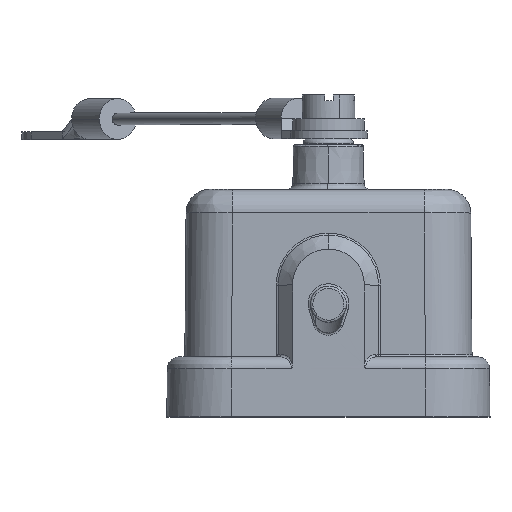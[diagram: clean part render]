
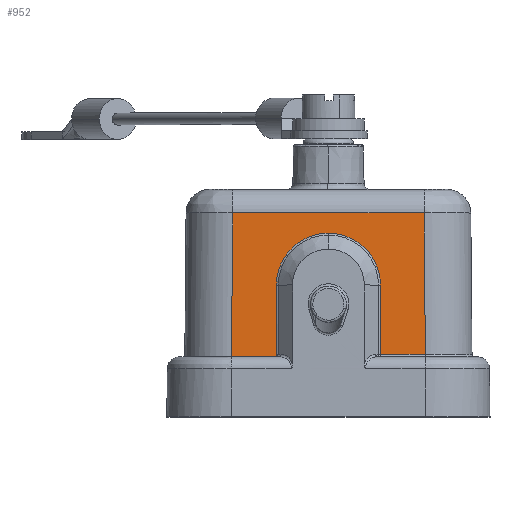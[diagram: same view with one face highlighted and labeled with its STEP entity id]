
A CAD part, top view. The second image highlights one B-rep face of the part: STEP entity #952.
In plain terms, the highlighted planar face has unit normal (0, 0.009, 1).
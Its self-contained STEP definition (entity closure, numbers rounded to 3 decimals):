
#204=PLANE('',#3688);
#451=LINE('',#7947,#660);
#452=LINE('',#7951,#661);
#454=LINE('',#7965,#663);
#460=LINE('',#8091,#669);
#464=LINE('',#8110,#673);
#465=LINE('',#8124,#674);
#660=VECTOR('',#4163,1.);
#661=VECTOR('',#4168,1.);
#663=VECTOR('',#4174,1.);
#669=VECTOR('',#4204,1.);
#673=VECTOR('',#4216,1.);
#674=VECTOR('',#4219,1.);
#802=(
BOUNDED_CURVE()
B_SPLINE_CURVE(3,(#7960,#7961,#7962,#7963),.UNSPECIFIED.,.F.,.F.)
B_SPLINE_CURVE_WITH_KNOTS((4,4),(0.,1.),.UNSPECIFIED.)
CURVE()
GEOMETRIC_REPRESENTATION_ITEM()
RATIONAL_B_SPLINE_CURVE((1.,0.959,0.959,1.))
REPRESENTATION_ITEM('')
);
#952=ADVANCED_FACE('',(#1168),#204,.T.);
#1168=FACE_OUTER_BOUND('',#1380,.T.);
#1380=EDGE_LOOP('',(#2244,#2245,#2246,#2247,#2248,#2249,#2250,#2251,#2252));
#2244=ORIENTED_EDGE('',*,*,#3223,.T.);
#2245=ORIENTED_EDGE('',*,*,#3224,.T.);
#2246=ORIENTED_EDGE('',*,*,#3216,.T.);
#2247=ORIENTED_EDGE('',*,*,#3218,.T.);
#2248=ORIENTED_EDGE('',*,*,#3220,.T.);
#2249=ORIENTED_EDGE('',*,*,#3249,.F.);
#2250=ORIENTED_EDGE('',*,*,#3250,.F.);
#2251=ORIENTED_EDGE('',*,*,#3247,.T.);
#2252=ORIENTED_EDGE('',*,*,#3240,.T.);
#2776=VERTEX_POINT('',#7695);
#2791=VERTEX_POINT('',#7921);
#2792=VERTEX_POINT('',#7944);
#2793=VERTEX_POINT('',#7950);
#2794=VERTEX_POINT('',#7954);
#2795=VERTEX_POINT('',#7959);
#2802=VERTEX_POINT('',#8092);
#2805=VERTEX_POINT('',#8111);
#2806=VERTEX_POINT('',#8123);
#3216=EDGE_CURVE('',#2792,#2791,#3520,.T.);
#3218=EDGE_CURVE('',#2791,#2776,#451,.T.);
#3220=EDGE_CURVE('',#2776,#2793,#452,.T.);
#3223=EDGE_CURVE('',#2794,#2795,#802,.T.);
#3224=EDGE_CURVE('',#2795,#2792,#454,.T.);
#3240=EDGE_CURVE('',#2802,#2794,#460,.T.);
#3247=EDGE_CURVE('',#2805,#2802,#464,.T.);
#3249=EDGE_CURVE('',#2806,#2793,#3525,.T.);
#3250=EDGE_CURVE('',#2805,#2806,#465,.T.);
#3520=B_SPLINE_CURVE_WITH_KNOTS('',3,(#7922,#7923,#7924,#7925,#7926,#7927,
#7928,#7929,#7930,#7931,#7932,#7933,#7934,#7935,#7936,#7937,#7938,#7939,
#7940,#7941,#7942,#7943),.UNSPECIFIED.,.F.,.F.,(4,2,2,2,2,2,2,2,2,2,4),
(0.,0.063,0.125,0.25,0.375,0.5,0.625,0.75,0.813,0.875,1.),
 .UNSPECIFIED.);
#3525=B_SPLINE_CURVE_WITH_KNOTS('',3,(#8119,#8120,#8121,#8122),
 .UNSPECIFIED.,.F.,.F.,(4,4),(0.,1.),.UNSPECIFIED.);
#3688=AXIS2_PLACEMENT_3D('',#8125,#4220,#4221);
#4163=DIRECTION('',(0.,-1.,0.009));
#4168=DIRECTION('',(1.,0.,0.));
#4174=DIRECTION('',(0.,1.,-0.009));
#4204=DIRECTION('',(1.,0.,0.));
#4216=DIRECTION('',(-0.009,-1.,0.009));
#4219=DIRECTION('',(1.,0.,0.));
#4220=DIRECTION('',(0.,0.009,1.));
#4221=DIRECTION('',(0.,1.,-0.009));
#7695=CARTESIAN_POINT('',(4.342,0.198,11.998));
#7921=CARTESIAN_POINT('',(4.342,5.987,11.948));
#7922=CARTESIAN_POINT('',(-4.342,5.987,11.948));
#7923=CARTESIAN_POINT('',(-4.342,6.276,11.945));
#7924=CARTESIAN_POINT('',(-4.314,6.559,11.943));
#7925=CARTESIAN_POINT('',(-4.204,7.113,11.938));
#7926=CARTESIAN_POINT('',(-4.12,7.386,11.936));
#7927=CARTESIAN_POINT('',(-3.794,8.174,11.929));
#7928=CARTESIAN_POINT('',(-3.473,8.654,11.924));
#7929=CARTESIAN_POINT('',(-2.668,9.46,11.917));
#7930=CARTESIAN_POINT('',(-2.188,9.78,11.915));
#7931=CARTESIAN_POINT('',(-1.135,10.216,11.911));
#7932=CARTESIAN_POINT('',(-0.569,10.329,11.91));
#7933=CARTESIAN_POINT('',(0.569,10.329,11.91));
#7934=CARTESIAN_POINT('',(1.136,10.216,11.911));
#7935=CARTESIAN_POINT('',(2.188,9.78,11.915));
#7936=CARTESIAN_POINT('',(2.668,9.459,11.917));
#7937=CARTESIAN_POINT('',(3.272,8.856,11.923));
#7938=CARTESIAN_POINT('',(3.452,8.636,11.925));
#7939=CARTESIAN_POINT('',(3.769,8.162,11.929));
#7940=CARTESIAN_POINT('',(3.902,7.913,11.931));
#7941=CARTESIAN_POINT('',(4.231,7.119,11.938));
#7942=CARTESIAN_POINT('',(4.341,6.565,11.943));
#7943=CARTESIAN_POINT('',(4.342,5.987,11.948));
#7944=CARTESIAN_POINT('',(-4.342,5.987,11.948));
#7947=CARTESIAN_POINT('',(4.342,0.,12.));
#7950=CARTESIAN_POINT('',(8.098,0.198,11.998));
#7951=CARTESIAN_POINT('',(-13.448,0.198,11.998));
#7954=CARTESIAN_POINT('',(-4.512,0.,12.));
#7959=CARTESIAN_POINT('',(-4.342,0.047,12.));
#7960=CARTESIAN_POINT('',(-4.512,0.,12.));
#7961=CARTESIAN_POINT('',(-4.449,0.,12.));
#7962=CARTESIAN_POINT('',(-4.39,0.016,12.));
#7963=CARTESIAN_POINT('',(-4.342,0.047,12.));
#7965=CARTESIAN_POINT('',(-4.342,0.,12.));
#8091=CARTESIAN_POINT('',(-13.448,0.,12.));
#8092=CARTESIAN_POINT('',(-8.1,0.,12.));
#8110=CARTESIAN_POINT('',(-7.995,12.017,11.895));
#8111=CARTESIAN_POINT('',(-7.995,12.017,11.895));
#8119=CARTESIAN_POINT('',(7.995,12.017,11.895));
#8120=CARTESIAN_POINT('',(8.03,8.078,11.93));
#8121=CARTESIAN_POINT('',(8.064,4.138,11.964));
#8122=CARTESIAN_POINT('',(8.098,0.198,11.998));
#8123=CARTESIAN_POINT('',(7.995,12.017,11.895));
#8124=CARTESIAN_POINT('',(-8.182,12.017,11.895));
#8125=CARTESIAN_POINT('',(-13.448,0.,12.));
